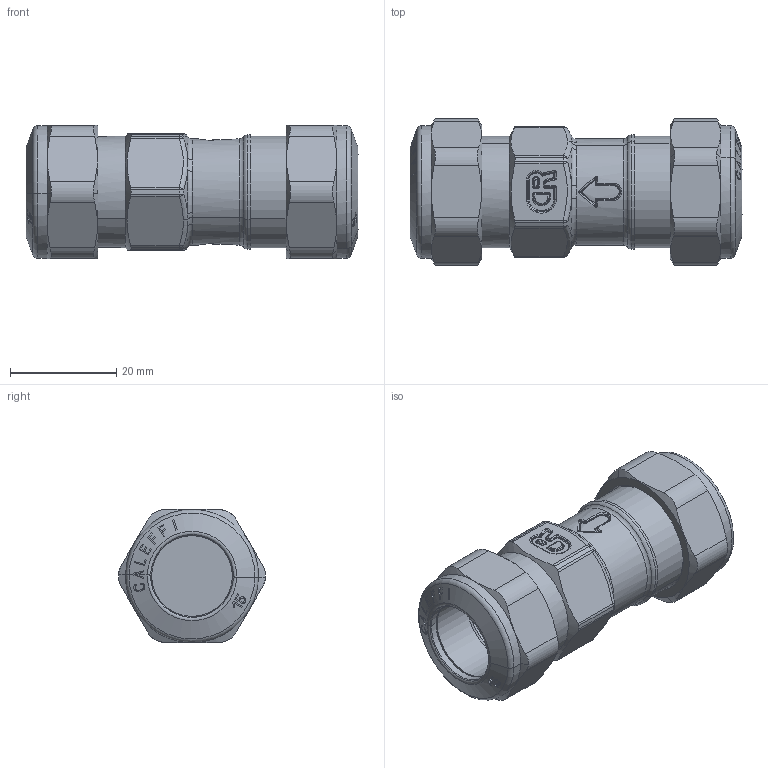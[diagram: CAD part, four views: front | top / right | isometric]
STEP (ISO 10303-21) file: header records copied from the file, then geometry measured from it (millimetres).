
FILE_DESCRIPTION(('CATIA V5 STEP Exchange','CAx-IF Rec.Pracs.--- Model Styling and Organization---1.4--- 2014-01-23','CAx-IF Rec.Pracs.---3D Tessellated Data Validation Properties---0.5---2014-09-14'),'2;1');
FILE_NAME('STEP_303715_-_TST.stp','2021-05-20T08:31:10+00:00',('none'),('none'),'CATIA Version 5-6 Release 2019 SP3','CATIA V5 STEP AP242 v1','none');
FILE_SCHEMA(('AP242_MANAGED_MODEL_BASED_3D_ENGINEERING_MIM_LF {1 0 10303 442 1 1 4}'));
Length unit declared in the file: millimetre
Products named in the file (1): 303715 - TST
Bounding box: 62.4 x 27.62 x 25 mm (x, y, z)
Volume: 17532.8 mm3; surface area: 10235.5 mm2
Topology: 3 solids, 3 shells, 827 faces, 2108 edges, 1268 vertices
Faces by surface type: plane 364, cylinder 161, bspline 105, cone 95, torus 50, sphere 48, revolution 4
Entity records: 30506 total; most frequent: CARTESIAN_POINT 13797, ORIENTED_EDGE 4120, DIRECTION 2244, EDGE_CURVE 2060, VERTEX_POINT 1268, B_SPLINE_CURVE_WITH_KNOTS 1048, AXIS2_PLACEMENT_3D 1025, EDGE_LOOP 860
